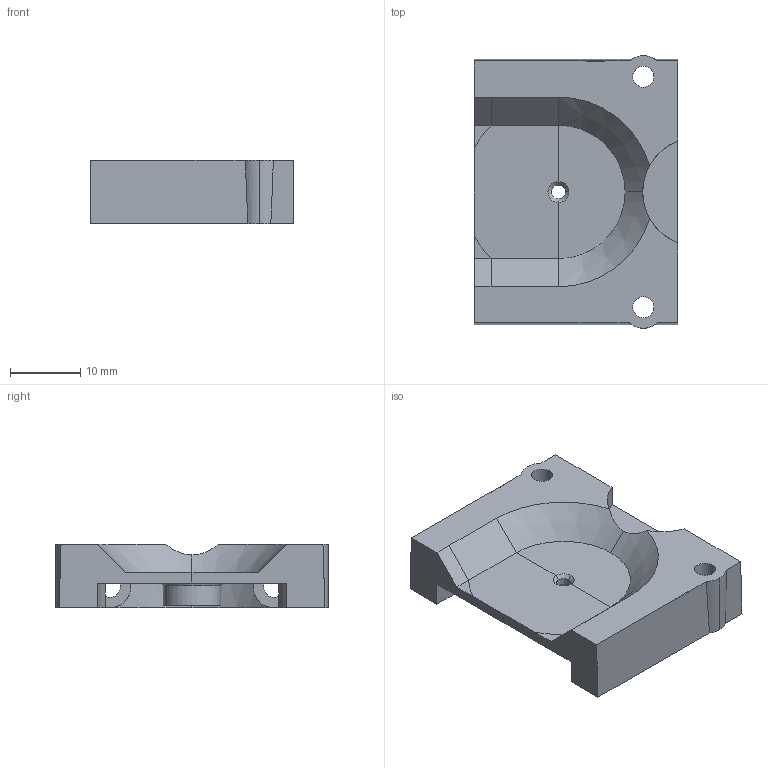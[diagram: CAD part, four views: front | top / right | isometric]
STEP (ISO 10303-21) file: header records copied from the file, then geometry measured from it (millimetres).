
FILE_DESCRIPTION(('FreeCAD Model'),'2;1');
FILE_NAME('Open CASCADE Shape Model','2022-11-21T18:40:41',(''),(''), 'Open CASCADE STEP processor 7.5','FreeCAD','Unknown');
FILE_SCHEMA(('AUTOMOTIVE_DESIGN { 1 0 10303 214 1 1 1 1 }'));
Length unit declared in the file: millimetre
Products named in the file (1): housing_mid
Bounding box: 29 x 38.79 x 9 mm (x, y, z)
Volume: 5221.1 mm3; surface area: 4058.4 mm2
Topology: 1 solids, 1 shells, 72 faces, 201 edges, 130 vertices
Faces by surface type: plane 34, cylinder 24, torus 6, cone 6, bspline 2
Full cylindrical faces by diameter (mm): 2 x2, 3 x4, 8.2 x1
Entity records: 6766 total; most frequent: CARTESIAN_POINT 2804, DIRECTION 727, ORIENTED_EDGE 402, PCURVE 402, DEFINITIONAL_REPRESENTATION 402, LINE 380, VECTOR 380, EDGE_CURVE 201
